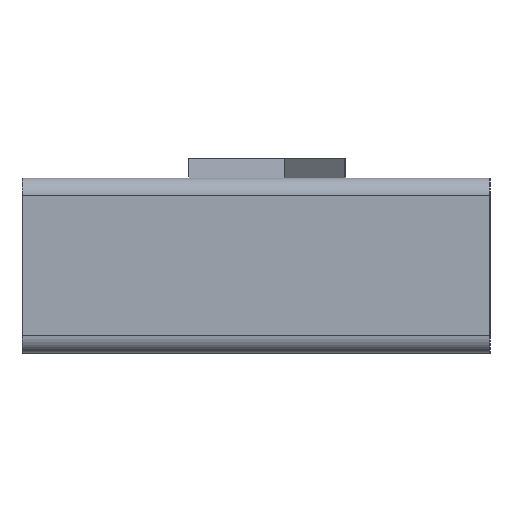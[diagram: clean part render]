
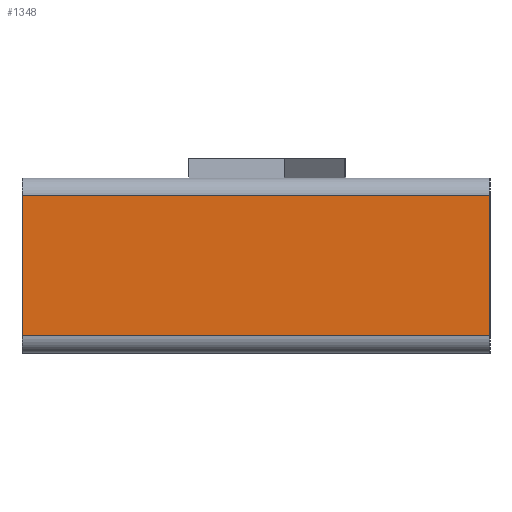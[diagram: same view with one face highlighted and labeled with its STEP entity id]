
A CAD part, left-side view. The second image highlights one B-rep face of the part: STEP entity #1348.
In plain terms, the highlighted planar face has unit normal (-1, 0, 0).
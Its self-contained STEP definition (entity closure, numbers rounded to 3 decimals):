
#131=FACE_OUTER_BOUND('',#207,.T.);
#207=EDGE_LOOP('',(#1110,#1111,#1112,#1113));
#347=LINE('',#2140,#509);
#348=LINE('',#2142,#510);
#349=LINE('',#2144,#511);
#350=LINE('',#2145,#512);
#509=VECTOR('',#1668,1.);
#510=VECTOR('',#1669,1.);
#511=VECTOR('',#1670,1.);
#512=VECTOR('',#1671,1.);
#641=VERTEX_POINT('',#2138);
#642=VERTEX_POINT('',#2139);
#643=VERTEX_POINT('',#2141);
#644=VERTEX_POINT('',#2143);
#805=EDGE_CURVE('',#641,#642,#347,.T.);
#806=EDGE_CURVE('',#642,#643,#348,.T.);
#807=EDGE_CURVE('',#644,#643,#349,.T.);
#808=EDGE_CURVE('',#641,#644,#350,.T.);
#1110=ORIENTED_EDGE('',*,*,#805,.T.);
#1111=ORIENTED_EDGE('',*,*,#806,.T.);
#1112=ORIENTED_EDGE('',*,*,#807,.F.);
#1113=ORIENTED_EDGE('',*,*,#808,.F.);
#1285=PLANE('',#1428);
#1348=ADVANCED_FACE('',(#131),#1285,.F.);
#1428=AXIS2_PLACEMENT_3D('',#2137,#1666,#1667);
#1666=DIRECTION('center_axis',(1.,0.,0.));
#1667=DIRECTION('ref_axis',(0.,0.,1.));
#1668=DIRECTION('',(0.,0.,1.));
#1669=DIRECTION('',(0.,1.,0.));
#1670=DIRECTION('',(0.,0.,1.));
#1671=DIRECTION('',(0.,1.,0.));
#2137=CARTESIAN_POINT('Origin',(-1.,-0.6,0.));
#2138=CARTESIAN_POINT('',(-1.,-0.6,0.045));
#2139=CARTESIAN_POINT('',(-1.,-0.6,0.405));
#2140=CARTESIAN_POINT('',(-1.,-0.6,0.));
#2141=CARTESIAN_POINT('',(-1.,0.6,0.405));
#2142=CARTESIAN_POINT('',(-1.,-0.6,0.405));
#2143=CARTESIAN_POINT('',(-1.,0.6,0.045));
#2144=CARTESIAN_POINT('',(-1.,0.6,0.));
#2145=CARTESIAN_POINT('',(-1.,-0.6,0.045));
